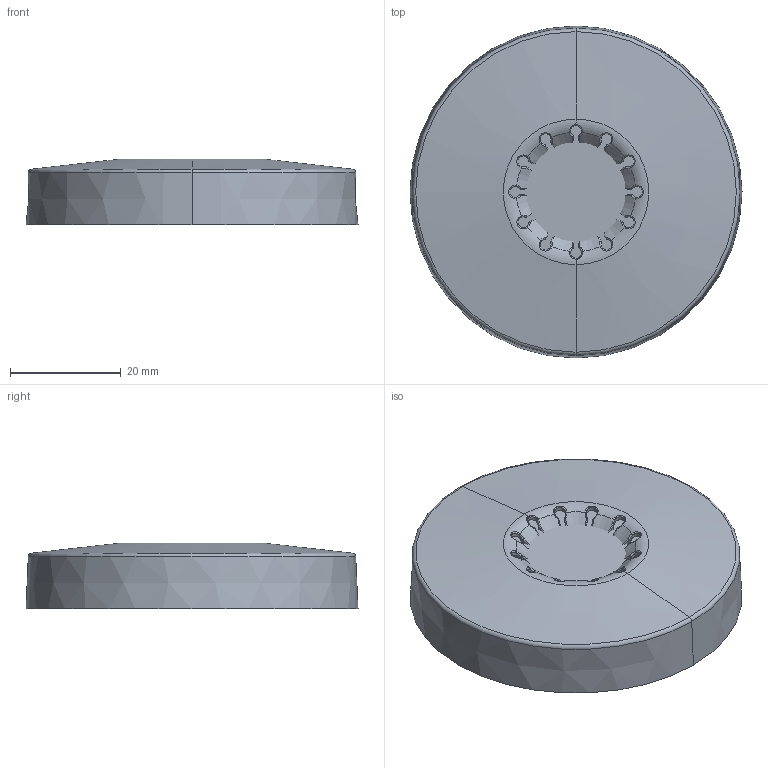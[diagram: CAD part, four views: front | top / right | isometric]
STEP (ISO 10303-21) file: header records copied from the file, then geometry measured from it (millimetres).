
FILE_DESCRIPTION(('CATIA V5 STEP Exchange'),'2;1');
FILE_NAME('STEP_449900_-_TST.stp','2018-02-08T15:21:04+00:00',('none'),('none'),'CATIA Version 5-6 Release 2016 SP4','CATIA V5 STEP AP203','none');
FILE_SCHEMA(('CONFIG_CONTROL_DESIGN'));
Length unit declared in the file: millimetre
Products named in the file (1): 449900 - TST
Bounding box: 60 x 60 x 11.89 mm (x, y, z)
Volume: 25536.9 mm3; surface area: 17360.4 mm2
Topology: 1 solids, 17 shells, 608 faces, 1717 edges, 1088 vertices
Faces by surface type: plane 170, cylinder 152, bspline 120, torus 88, cone 50, sphere 28
Entity records: 26515 total; most frequent: CARTESIAN_POINT 13855, ORIENTED_EDGE 3122, EDGE_CURVE 1688, DIRECTION 1667, VERTEX_POINT 1086, B_SPLINE_CURVE_WITH_KNOTS 830, AXIS2_PLACEMENT_3D 730, ADVANCED_FACE 608
